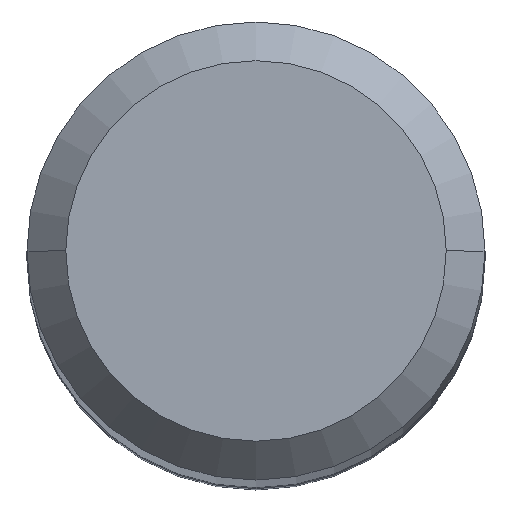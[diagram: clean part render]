
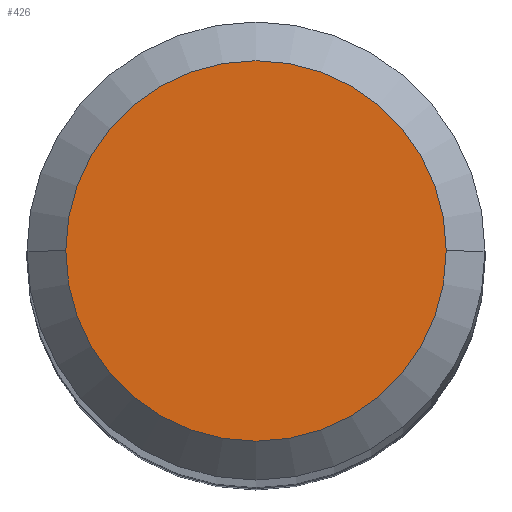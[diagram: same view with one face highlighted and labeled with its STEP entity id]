
A CAD part, top view. The second image highlights one B-rep face of the part: STEP entity #426.
In plain terms, the highlighted planar face has unit normal (0, 0, 1).
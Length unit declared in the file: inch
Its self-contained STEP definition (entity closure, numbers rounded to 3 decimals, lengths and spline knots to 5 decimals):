
#31 = AXIS2_PLACEMENT_3D ( 'NONE', #238, #180, #243 ) ;
#55 = FACE_OUTER_BOUND ( 'NONE', #71, .T. ) ;
#59 = ORIENTED_EDGE ( 'NONE', *, *, #449, .T. ) ;
#65 = AXIS2_PLACEMENT_3D ( 'NONE', #368, #451, #94 ) ;
#71 = EDGE_LOOP ( 'NONE', ( #59, #383 ) ) ;
#79 = CIRCLE ( 'NONE', #31, 0.0981 ) ;
#94 = DIRECTION ( 'NONE',  ( -1., 0., 0. ) ) ;
#104 = CIRCLE ( 'NONE', #130, 0.0981 ) ;
#130 = AXIS2_PLACEMENT_3D ( 'NONE', #467, #194, #306 ) ;
#146 = CARTESIAN_POINT ( 'NONE',  ( 0.0981, 0., 0. ) ) ;
#180 = DIRECTION ( 'NONE',  ( 0., 0., 1. ) ) ;
#184 = VERTEX_POINT ( 'NONE', #264 ) ;
#194 = DIRECTION ( 'NONE',  ( 0., 0., 1. ) ) ;
#211 = PLANE ( 'NONE',  #65 ) ;
#238 = CARTESIAN_POINT ( 'NONE',  ( 0., 0., 0. ) ) ;
#243 = DIRECTION ( 'NONE',  ( 1., 0., 0. ) ) ;
#264 = CARTESIAN_POINT ( 'NONE',  ( -0.0981, 0., 0. ) ) ;
#306 = DIRECTION ( 'NONE',  ( 1., 0., 0. ) ) ;
#334 = EDGE_CURVE ( 'NONE', #363, #184, #79, .T. ) ;
#363 = VERTEX_POINT ( 'NONE', #146 ) ;
#368 = CARTESIAN_POINT ( 'NONE',  ( 0., 0.0981, 0. ) ) ;
#383 = ORIENTED_EDGE ( 'NONE', *, *, #334, .T. ) ;
#426 = ADVANCED_FACE ( 'NONE', ( #55 ), #211, .F. ) ;
#449 = EDGE_CURVE ( 'NONE', #184, #363, #104, .T. ) ;
#451 = DIRECTION ( 'NONE',  ( 0., 0., -1. ) ) ;
#467 = CARTESIAN_POINT ( 'NONE',  ( 0., 0., 0. ) ) ;
